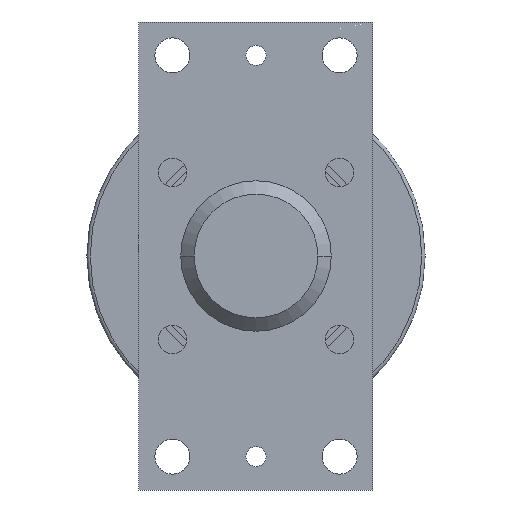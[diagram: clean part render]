
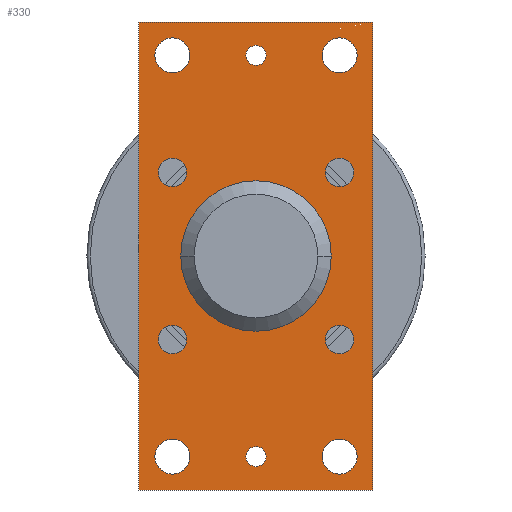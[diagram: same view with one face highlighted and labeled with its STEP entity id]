
A CAD part, left-side view. The second image highlights one B-rep face of the part: STEP entity #330.
In plain terms, the highlighted planar face has unit normal (-1, 0, 0).
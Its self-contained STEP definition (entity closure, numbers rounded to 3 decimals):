
#330=ADVANCED_FACE('',(#784,#785,#786,#787,#788,#789,#790,#791,#792,#793,#794,#795),#796,.F.);
#784=FACE_OUTER_BOUND('',#1400,.T.);
#785=FACE_BOUND('',#1401,.T.);
#786=FACE_BOUND('',#1402,.T.);
#787=FACE_BOUND('',#1403,.T.);
#788=FACE_BOUND('',#1404,.T.);
#789=FACE_BOUND('',#1405,.T.);
#790=FACE_BOUND('',#1406,.T.);
#791=FACE_BOUND('',#1407,.T.);
#792=FACE_BOUND('',#1408,.T.);
#793=FACE_BOUND('',#1409,.T.);
#794=FACE_BOUND('',#1410,.T.);
#795=FACE_BOUND('',#1411,.T.);
#796=PLANE('',#1412);
#1400=EDGE_LOOP('',(#2325,#2326,#2327,#2328));
#1401=EDGE_LOOP('',(#2329,#2330));
#1402=EDGE_LOOP('',(#2331,#2332));
#1403=EDGE_LOOP('',(#2333,#2334));
#1404=EDGE_LOOP('',(#2335,#2336));
#1405=EDGE_LOOP('',(#2337,#2338));
#1406=EDGE_LOOP('',(#2339,#2340));
#1407=EDGE_LOOP('',(#2341,#2342));
#1408=EDGE_LOOP('',(#2343,#2344));
#1409=EDGE_LOOP('',(#2345,#2346));
#1410=EDGE_LOOP('',(#2347,#2348));
#1411=EDGE_LOOP('',(#2349,#2350));
#1412=AXIS2_PLACEMENT_3D('',#2351,#2352,#2353);
#2325=ORIENTED_EDGE('',*,*,#3899,.F.);
#2326=ORIENTED_EDGE('',*,*,#3900,.F.);
#2327=ORIENTED_EDGE('',*,*,#3901,.F.);
#2328=ORIENTED_EDGE('',*,*,#3902,.F.);
#2329=ORIENTED_EDGE('',*,*,#3604,.F.);
#2330=ORIENTED_EDGE('',*,*,#3903,.F.);
#2331=ORIENTED_EDGE('',*,*,#3904,.F.);
#2332=ORIENTED_EDGE('',*,*,#3889,.F.);
#2333=ORIENTED_EDGE('',*,*,#3905,.F.);
#2334=ORIENTED_EDGE('',*,*,#3884,.F.);
#2335=ORIENTED_EDGE('',*,*,#3906,.F.);
#2336=ORIENTED_EDGE('',*,*,#3879,.F.);
#2337=ORIENTED_EDGE('',*,*,#3907,.F.);
#2338=ORIENTED_EDGE('',*,*,#3874,.F.);
#2339=ORIENTED_EDGE('',*,*,#3896,.T.);
#2340=ORIENTED_EDGE('',*,*,#3894,.T.);
#2341=ORIENTED_EDGE('',*,*,#3908,.T.);
#2342=ORIENTED_EDGE('',*,*,#3869,.T.);
#2343=ORIENTED_EDGE('',*,*,#3909,.T.);
#2344=ORIENTED_EDGE('',*,*,#3864,.T.);
#2345=ORIENTED_EDGE('',*,*,#3910,.T.);
#2346=ORIENTED_EDGE('',*,*,#3859,.T.);
#2347=ORIENTED_EDGE('',*,*,#3911,.T.);
#2348=ORIENTED_EDGE('',*,*,#3854,.T.);
#2349=ORIENTED_EDGE('',*,*,#3912,.T.);
#2350=ORIENTED_EDGE('',*,*,#3849,.T.);
#2351=CARTESIAN_POINT('',(0.0,0.0,0.0));
#2352=DIRECTION('',(1.0,0.,0.0));
#2353=DIRECTION('',(0.,-1.0,0.0));
#3604=EDGE_CURVE('',#4303,#4299,#4305,.T.);
#3849=EDGE_CURVE('',#4726,#4730,#4732,.T.);
#3854=EDGE_CURVE('',#4735,#4739,#4741,.T.);
#3859=EDGE_CURVE('',#4744,#4748,#4750,.T.);
#3864=EDGE_CURVE('',#4753,#4757,#4759,.T.);
#3869=EDGE_CURVE('',#4762,#4766,#4768,.T.);
#3874=EDGE_CURVE('',#4775,#4771,#4777,.T.);
#3879=EDGE_CURVE('',#4784,#4780,#4786,.T.);
#3884=EDGE_CURVE('',#4793,#4789,#4795,.T.);
#3889=EDGE_CURVE('',#4802,#4798,#4804,.T.);
#3894=EDGE_CURVE('',#4807,#4811,#4813,.T.);
#3896=EDGE_CURVE('',#4811,#4807,#4815,.T.);
#3899=EDGE_CURVE('',#4818,#4819,#4820,.T.);
#3900=EDGE_CURVE('',#4821,#4818,#4822,.T.);
#3901=EDGE_CURVE('',#4823,#4821,#4824,.T.);
#3902=EDGE_CURVE('',#4819,#4823,#4825,.T.);
#3903=EDGE_CURVE('',#4299,#4303,#4826,.T.);
#3904=EDGE_CURVE('',#4798,#4802,#4827,.T.);
#3905=EDGE_CURVE('',#4789,#4793,#4828,.T.);
#3906=EDGE_CURVE('',#4780,#4784,#4829,.T.);
#3907=EDGE_CURVE('',#4771,#4775,#4830,.T.);
#3908=EDGE_CURVE('',#4766,#4762,#4831,.T.);
#3909=EDGE_CURVE('',#4757,#4753,#4832,.T.);
#3910=EDGE_CURVE('',#4748,#4744,#4833,.T.);
#3911=EDGE_CURVE('',#4739,#4735,#4834,.T.);
#3912=EDGE_CURVE('',#4730,#4726,#4835,.T.);
#4299=VERTEX_POINT('',#5316);
#4303=VERTEX_POINT('',#5321);
#4305=CIRCLE('',#5324,22.5);
#4726=VERTEX_POINT('',#5914);
#4730=VERTEX_POINT('',#5919);
#4732=CIRCLE('',#5922,3.0);
#4735=VERTEX_POINT('',#5925);
#4739=VERTEX_POINT('',#5930);
#4741=CIRCLE('',#5933,3.0);
#4744=VERTEX_POINT('',#5936);
#4748=VERTEX_POINT('',#5941);
#4750=CIRCLE('',#5944,5.25);
#4753=VERTEX_POINT('',#5947);
#4757=VERTEX_POINT('',#5952);
#4759=CIRCLE('',#5955,5.25);
#4762=VERTEX_POINT('',#5958);
#4766=VERTEX_POINT('',#5963);
#4768=CIRCLE('',#5966,5.25);
#4771=VERTEX_POINT('',#5969);
#4775=VERTEX_POINT('',#5974);
#4777=CIRCLE('',#5977,4.25);
#4780=VERTEX_POINT('',#5980);
#4784=VERTEX_POINT('',#5985);
#4786=CIRCLE('',#5988,4.25);
#4789=VERTEX_POINT('',#5991);
#4793=VERTEX_POINT('',#5996);
#4795=CIRCLE('',#5999,4.25);
#4798=VERTEX_POINT('',#6002);
#4802=VERTEX_POINT('',#6007);
#4804=CIRCLE('',#6010,4.25);
#4807=VERTEX_POINT('',#6013);
#4811=VERTEX_POINT('',#6018);
#4813=CIRCLE('',#6021,5.25);
#4815=CIRCLE('',#6023,5.25);
#4818=VERTEX_POINT('',#6026);
#4819=VERTEX_POINT('',#6027);
#4820=LINE('',#6028,#6029);
#4821=VERTEX_POINT('',#6030);
#4822=LINE('',#6031,#6032);
#4823=VERTEX_POINT('',#6033);
#4824=LINE('',#6034,#6035);
#4825=LINE('',#6036,#6037);
#4826=CIRCLE('',#6038,22.5);
#4827=CIRCLE('',#6039,4.25);
#4828=CIRCLE('',#6040,4.25);
#4829=CIRCLE('',#6041,4.25);
#4830=CIRCLE('',#6042,4.25);
#4831=CIRCLE('',#6043,5.25);
#4832=CIRCLE('',#6044,5.25);
#4833=CIRCLE('',#6045,5.25);
#4834=CIRCLE('',#6046,3.0);
#4835=CIRCLE('',#6047,3.0);
#5316=CARTESIAN_POINT('',(0.,0.,22.5));
#5321=CARTESIAN_POINT('',(0.0,0.0,-22.5));
#5324=AXIS2_PLACEMENT_3D('',#6643,#6644,#6645);
#5914=CARTESIAN_POINT('',(0.,0.,-57.0));
#5919=CARTESIAN_POINT('',(0.0,0.0,-63.0));
#5922=AXIS2_PLACEMENT_3D('',#7068,#7069,#7070);
#5925=CARTESIAN_POINT('',(0.,0.,63.0));
#5930=CARTESIAN_POINT('',(0.0,0.0,57.0));
#5933=AXIS2_PLACEMENT_3D('',#7076,#7077,#7078);
#5936=CARTESIAN_POINT('',(0.,25.0,-54.75));
#5941=CARTESIAN_POINT('',(0.,25.0,-65.25));
#5944=AXIS2_PLACEMENT_3D('',#7084,#7085,#7086);
#5947=CARTESIAN_POINT('',(0.,25.0,65.25));
#5952=CARTESIAN_POINT('',(0.,25.0,54.75));
#5955=AXIS2_PLACEMENT_3D('',#7092,#7093,#7094);
#5958=CARTESIAN_POINT('',(0.,-25.0,65.25));
#5963=CARTESIAN_POINT('',(0.,-25.0,54.75));
#5966=AXIS2_PLACEMENT_3D('',#7100,#7101,#7102);
#5969=CARTESIAN_POINT('',(0.,25.0,29.25));
#5974=CARTESIAN_POINT('',(0.,25.0,20.75));
#5977=AXIS2_PLACEMENT_3D('',#7108,#7109,#7110);
#5980=CARTESIAN_POINT('',(0.,-25.0,29.25));
#5985=CARTESIAN_POINT('',(0.,-25.0,20.75));
#5988=AXIS2_PLACEMENT_3D('',#7116,#7117,#7118);
#5991=CARTESIAN_POINT('',(0.,25.0,-20.75));
#5996=CARTESIAN_POINT('',(0.,25.0,-29.25));
#5999=AXIS2_PLACEMENT_3D('',#7124,#7125,#7126);
#6002=CARTESIAN_POINT('',(0.,-25.0,-20.75));
#6007=CARTESIAN_POINT('',(0.,-25.0,-29.25));
#6010=AXIS2_PLACEMENT_3D('',#7132,#7133,#7134);
#6013=CARTESIAN_POINT('',(0.,-25.0,-54.75));
#6018=CARTESIAN_POINT('',(0.,-25.0,-65.25));
#6021=AXIS2_PLACEMENT_3D('',#7140,#7141,#7142);
#6023=AXIS2_PLACEMENT_3D('',#7143,#7144,#7145);
#6026=CARTESIAN_POINT('',(0.,-35.0,-70.0));
#6027=CARTESIAN_POINT('',(0.,35.0,-70.0));
#6028=CARTESIAN_POINT('',(0.,-35.0,-70.0));
#6029=VECTOR('',#7149,70.0);
#6030=CARTESIAN_POINT('',(0.,-35.0,70.0));
#6031=CARTESIAN_POINT('',(0.,-35.0,70.0));
#6032=VECTOR('',#7150,140.0);
#6033=CARTESIAN_POINT('',(0.,35.0,70.0));
#6034=CARTESIAN_POINT('',(0.,35.0,70.0));
#6035=VECTOR('',#7151,70.0);
#6036=CARTESIAN_POINT('',(0.,35.0,-70.0));
#6037=VECTOR('',#7152,140.0);
#6038=AXIS2_PLACEMENT_3D('',#7153,#7154,#7155);
#6039=AXIS2_PLACEMENT_3D('',#7156,#7157,#7158);
#6040=AXIS2_PLACEMENT_3D('',#7159,#7160,#7161);
#6041=AXIS2_PLACEMENT_3D('',#7162,#7163,#7164);
#6042=AXIS2_PLACEMENT_3D('',#7165,#7166,#7167);
#6043=AXIS2_PLACEMENT_3D('',#7168,#7169,#7170);
#6044=AXIS2_PLACEMENT_3D('',#7171,#7172,#7173);
#6045=AXIS2_PLACEMENT_3D('',#7174,#7175,#7176);
#6046=AXIS2_PLACEMENT_3D('',#7177,#7178,#7179);
#6047=AXIS2_PLACEMENT_3D('',#7180,#7181,#7182);
#6643=CARTESIAN_POINT('',(0.0,0.0,0.0));
#6644=DIRECTION('',(-1.0,0.,0.0));
#6645=DIRECTION('',(0.0,0.0,1.0));
#7068=CARTESIAN_POINT('',(0.0,0.0,-60.0));
#7069=DIRECTION('',(1.0,0.,-0.0));
#7070=DIRECTION('',(0.0,0.0,1.0));
#7076=CARTESIAN_POINT('',(0.0,0.0,60.0));
#7077=DIRECTION('',(1.0,0.,-0.0));
#7078=DIRECTION('',(0.0,0.0,1.0));
#7084=CARTESIAN_POINT('',(0.,25.0,-60.0));
#7085=DIRECTION('',(1.0,0.,-0.0));
#7086=DIRECTION('',(0.0,0.0,1.0));
#7092=CARTESIAN_POINT('',(0.,25.0,60.0));
#7093=DIRECTION('',(1.0,0.,-0.0));
#7094=DIRECTION('',(0.0,0.0,1.0));
#7100=CARTESIAN_POINT('',(0.,-25.0,60.0));
#7101=DIRECTION('',(1.0,0.,-0.0));
#7102=DIRECTION('',(0.0,0.0,1.0));
#7108=CARTESIAN_POINT('',(0.,25.0,25.0));
#7109=DIRECTION('',(-1.0,0.,0.0));
#7110=DIRECTION('',(0.0,0.0,1.0));
#7116=CARTESIAN_POINT('',(0.,-25.0,25.0));
#7117=DIRECTION('',(-1.0,0.,0.0));
#7118=DIRECTION('',(0.0,0.0,1.0));
#7124=CARTESIAN_POINT('',(0.,25.0,-25.0));
#7125=DIRECTION('',(-1.0,0.,0.0));
#7126=DIRECTION('',(0.0,0.0,1.0));
#7132=CARTESIAN_POINT('',(0.,-25.0,-25.0));
#7133=DIRECTION('',(-1.0,0.,0.0));
#7134=DIRECTION('',(0.0,0.0,1.0));
#7140=CARTESIAN_POINT('',(0.,-25.0,-60.0));
#7141=DIRECTION('',(1.0,0.,-0.0));
#7142=DIRECTION('',(0.0,0.0,1.0));
#7143=CARTESIAN_POINT('',(0.,-25.0,-60.0));
#7144=DIRECTION('',(1.0,0.,-0.0));
#7145=DIRECTION('',(0.0,0.0,1.0));
#7149=DIRECTION('',(0.,1.0,0.0));
#7150=DIRECTION('',(0.0,0.0,-1.0));
#7151=DIRECTION('',(0.,-1.0,0.0));
#7152=DIRECTION('',(0.0,0.0,1.0));
#7153=CARTESIAN_POINT('',(0.0,0.0,0.0));
#7154=DIRECTION('',(-1.0,0.,0.0));
#7155=DIRECTION('',(0.0,0.0,1.0));
#7156=CARTESIAN_POINT('',(0.,-25.0,-25.0));
#7157=DIRECTION('',(-1.0,0.,0.0));
#7158=DIRECTION('',(0.0,0.0,1.0));
#7159=CARTESIAN_POINT('',(0.,25.0,-25.0));
#7160=DIRECTION('',(-1.0,0.,0.0));
#7161=DIRECTION('',(0.0,0.0,1.0));
#7162=CARTESIAN_POINT('',(0.,-25.0,25.0));
#7163=DIRECTION('',(-1.0,0.,0.0));
#7164=DIRECTION('',(0.0,0.0,1.0));
#7165=CARTESIAN_POINT('',(0.,25.0,25.0));
#7166=DIRECTION('',(-1.0,0.,0.0));
#7167=DIRECTION('',(0.0,0.0,1.0));
#7168=CARTESIAN_POINT('',(0.,-25.0,60.0));
#7169=DIRECTION('',(1.0,0.,-0.0));
#7170=DIRECTION('',(0.0,0.0,1.0));
#7171=CARTESIAN_POINT('',(0.,25.0,60.0));
#7172=DIRECTION('',(1.0,0.,-0.0));
#7173=DIRECTION('',(0.0,0.0,1.0));
#7174=CARTESIAN_POINT('',(0.,25.0,-60.0));
#7175=DIRECTION('',(1.0,0.,-0.0));
#7176=DIRECTION('',(0.0,0.0,1.0));
#7177=CARTESIAN_POINT('',(0.0,0.0,60.0));
#7178=DIRECTION('',(1.0,0.,-0.0));
#7179=DIRECTION('',(0.0,0.0,1.0));
#7180=CARTESIAN_POINT('',(0.0,0.0,-60.0));
#7181=DIRECTION('',(1.0,0.,-0.0));
#7182=DIRECTION('',(0.0,0.0,1.0));
